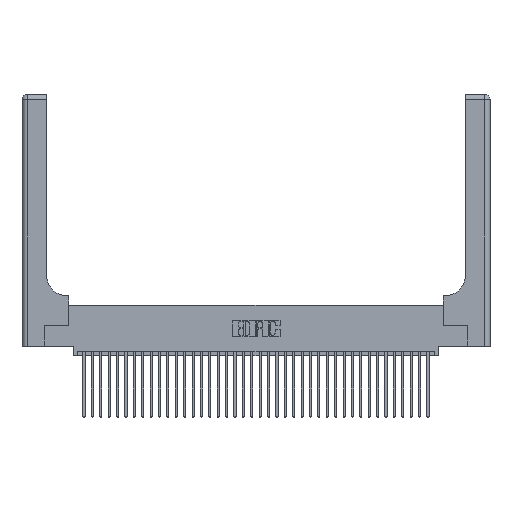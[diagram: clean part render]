
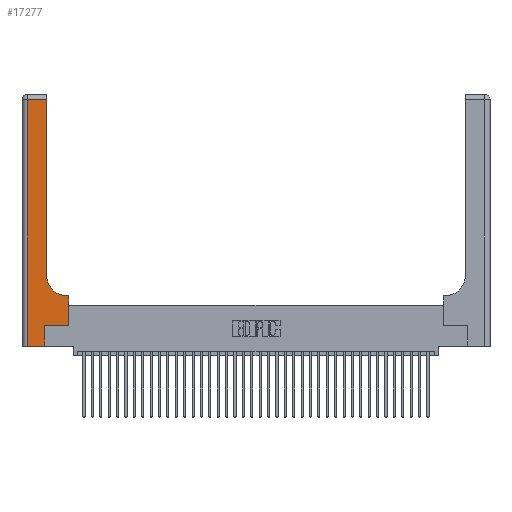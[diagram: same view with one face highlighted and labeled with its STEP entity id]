
A CAD part, top view. The second image highlights one B-rep face of the part: STEP entity #17277.
In plain terms, the highlighted planar face has unit normal (0, 0, 1).
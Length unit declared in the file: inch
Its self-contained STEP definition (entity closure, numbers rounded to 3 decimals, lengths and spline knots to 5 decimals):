
#13 = ORIENTED_EDGE ( 'NONE', *, *, #5944, .T. ) ;
#171 = CARTESIAN_POINT ( 'NONE',  ( 0.2915, 3., 0.37 ) ) ;
#1371 = EDGE_CURVE ( 'NONE', #24361, #9786, #35314, .T. ) ;
#1566 = DIRECTION ( 'NONE',  ( 1., 0., 0. ) ) ;
#2337 = ORIENTED_EDGE ( 'NONE', *, *, #24310, .T. ) ;
#3045 = ORIENTED_EDGE ( 'NONE', *, *, #35536, .T. ) ;
#3065 = DIRECTION ( 'NONE',  ( 0., 0., -1. ) ) ;
#3826 = LINE ( 'NONE', #36122, #35245 ) ;
#4224 = PLANE ( 'NONE',  #22062 ) ;
#5225 = VERTEX_POINT ( 'NONE', #20931 ) ;
#5686 = LINE ( 'NONE', #7161, #20542 ) ;
#5944 = EDGE_CURVE ( 'NONE', #9786, #26238, #20688, .T. ) ;
#7161 = CARTESIAN_POINT ( 'NONE',  ( 0.269, 0., 0.37 ) ) ;
#7226 = CARTESIAN_POINT ( 'NONE',  ( 0., 3., 0.37 ) ) ;
#7557 = CARTESIAN_POINT ( 'NONE',  ( 0.06, 3., 0.37 ) ) ;
#8451 = EDGE_CURVE ( 'NONE', #5225, #12207, #5686, .T. ) ;
#9306 = CIRCLE ( 'NONE', #19020, 0.25 ) ;
#9503 = DIRECTION ( 'NONE',  ( 0., 1., 0. ) ) ;
#9667 = VERTEX_POINT ( 'NONE', #25494 ) ;
#9786 = VERTEX_POINT ( 'NONE', #37717 ) ;
#10095 = LINE ( 'NONE', #28282, #26778 ) ;
#10246 = DIRECTION ( 'NONE',  ( 0., 0., -1. ) ) ;
#10425 = VERTEX_POINT ( 'NONE', #14050 ) ;
#10586 = VECTOR ( 'NONE', #24396, 39.37008 ) ;
#11868 = CARTESIAN_POINT ( 'NONE',  ( 0.2915, 0.6, 0.37 ) ) ;
#12000 = DIRECTION ( 'NONE',  ( -1., 0., 0. ) ) ;
#12207 = VERTEX_POINT ( 'NONE', #19727 ) ;
#12507 = CARTESIAN_POINT ( 'NONE',  ( 0.269, 0.25, 0.37 ) ) ;
#13170 = DIRECTION ( 'NONE',  ( 0., 1., 0. ) ) ;
#14050 = CARTESIAN_POINT ( 'NONE',  ( 0.06, 0., 0.37 ) ) ;
#15704 = EDGE_CURVE ( 'NONE', #16334, #10425, #16268, .T. ) ;
#15722 = FACE_OUTER_BOUND ( 'NONE', #18742, .T. ) ;
#16268 = LINE ( 'NONE', #7557, #36910 ) ;
#16334 = VERTEX_POINT ( 'NONE', #25529 ) ;
#17277 = ADVANCED_FACE ( 'NONE', ( #15722 ), #4224, .F. ) ;
#17580 = ORIENTED_EDGE ( 'NONE', *, *, #35752, .T. ) ;
#18742 = EDGE_LOOP ( 'NONE', ( #2337, #34076, #36944, #17580, #25375, #3045, #23171, #13, #32589 ) ) ;
#19020 = AXIS2_PLACEMENT_3D ( 'NONE', #20864, #3065, #23859 ) ;
#19503 = DIRECTION ( 'NONE',  ( 0., -1., 0. ) ) ;
#19727 = CARTESIAN_POINT ( 'NONE',  ( 0.269, 0.25, 0.37 ) ) ;
#20297 = LINE ( 'NONE', #12507, #10586 ) ;
#20542 = VECTOR ( 'NONE', #13170, 39.37008 ) ;
#20688 = LINE ( 'NONE', #11868, #34466 ) ;
#20864 = CARTESIAN_POINT ( 'NONE',  ( 0.5415, 0.85, 0.37 ) ) ;
#20924 = VECTOR ( 'NONE', #24043, 39.37008 ) ;
#20931 = CARTESIAN_POINT ( 'NONE',  ( 0.269, 0., 0.37 ) ) ;
#21177 = CARTESIAN_POINT ( 'NONE',  ( 0.5585, 0.25, 0.37 ) ) ;
#22062 = AXIS2_PLACEMENT_3D ( 'NONE', #7226, #10246, #30921 ) ;
#23171 = ORIENTED_EDGE ( 'NONE', *, *, #1371, .T. ) ;
#23859 = DIRECTION ( 'NONE',  ( 1., 0., 0. ) ) ;
#24043 = DIRECTION ( 'NONE',  ( 0., 1., 0. ) ) ;
#24282 = CARTESIAN_POINT ( 'NONE',  ( 0.5585, 0.25, 0.37 ) ) ;
#24310 = EDGE_CURVE ( 'NONE', #9667, #32989, #30645, .T. ) ;
#24361 = VERTEX_POINT ( 'NONE', #21177 ) ;
#24396 = DIRECTION ( 'NONE',  ( 1., 0., 0. ) ) ;
#24918 = EDGE_CURVE ( 'NONE', #26238, #9667, #9306, .T. ) ;
#25375 = ORIENTED_EDGE ( 'NONE', *, *, #8451, .T. ) ;
#25494 = CARTESIAN_POINT ( 'NONE',  ( 0.2915, 0.85, 0.37 ) ) ;
#25529 = CARTESIAN_POINT ( 'NONE',  ( 0.06, 2.94, 0.37 ) ) ;
#26238 = VERTEX_POINT ( 'NONE', #32296 ) ;
#26764 = DIRECTION ( 'NONE',  ( -1., 0., 0. ) ) ;
#26778 = VECTOR ( 'NONE', #1566, 39.37008 ) ;
#28282 = CARTESIAN_POINT ( 'NONE',  ( 0., 0., 0.37 ) ) ;
#29731 = EDGE_CURVE ( 'NONE', #32989, #16334, #3826, .T. ) ;
#30645 = LINE ( 'NONE', #171, #20924 ) ;
#30707 = CARTESIAN_POINT ( 'NONE',  ( 0.2915, 2.94, 0.37 ) ) ;
#30921 = DIRECTION ( 'NONE',  ( -1., 0., 0. ) ) ;
#32296 = CARTESIAN_POINT ( 'NONE',  ( 0.5415, 0.6, 0.37 ) ) ;
#32589 = ORIENTED_EDGE ( 'NONE', *, *, #24918, .T. ) ;
#32989 = VERTEX_POINT ( 'NONE', #30707 ) ;
#34076 = ORIENTED_EDGE ( 'NONE', *, *, #29731, .T. ) ;
#34412 = VECTOR ( 'NONE', #9503, 39.37008 ) ;
#34466 = VECTOR ( 'NONE', #12000, 39.37008 ) ;
#35245 = VECTOR ( 'NONE', #26764, 39.37008 ) ;
#35314 = LINE ( 'NONE', #24282, #34412 ) ;
#35536 = EDGE_CURVE ( 'NONE', #12207, #24361, #20297, .T. ) ;
#35752 = EDGE_CURVE ( 'NONE', #10425, #5225, #10095, .T. ) ;
#36122 = CARTESIAN_POINT ( 'NONE',  ( 0., 2.94, 0.37 ) ) ;
#36910 = VECTOR ( 'NONE', #19503, 39.37008 ) ;
#36944 = ORIENTED_EDGE ( 'NONE', *, *, #15704, .T. ) ;
#37717 = CARTESIAN_POINT ( 'NONE',  ( 0.5585, 0.6, 0.37 ) ) ;
